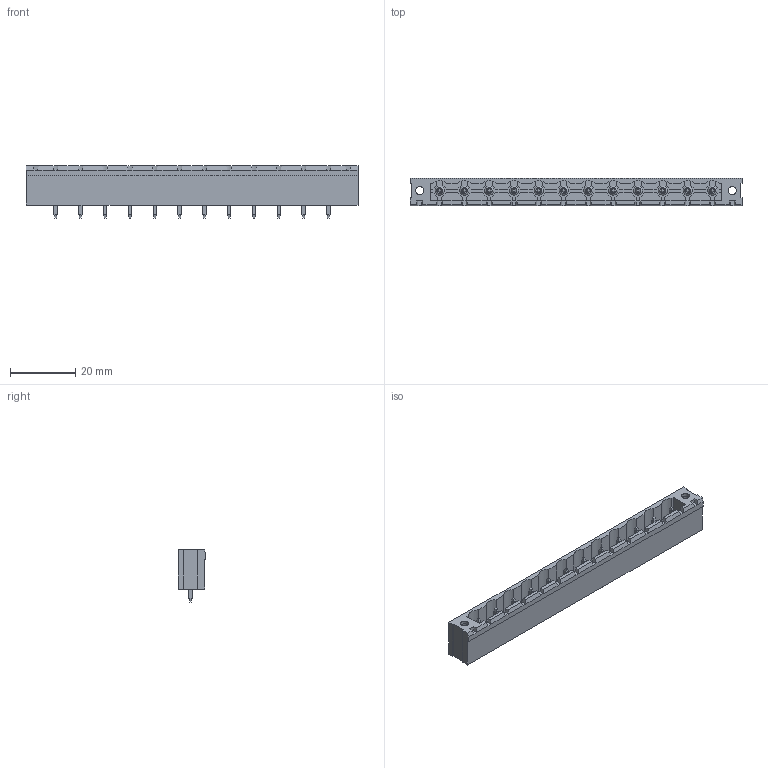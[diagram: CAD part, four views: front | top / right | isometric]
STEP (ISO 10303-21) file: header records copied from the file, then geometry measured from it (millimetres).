
FILE_DESCRIPTION( ( 'Unknown' ), '1' );
FILE_NAME( '691318400012.stp', 'Unknown', ( 'Unknown' ), ( 'Unknown' ), 'PSStep 18.0.17', 'Unknown', ' ' );
FILE_SCHEMA( ( 'AUTOMOTIVE_DESIGN { 1 0 10303 214 1 1 1 1 }' ) );
Length unit declared in the file: millimetre
Products named in the file (4): Assem1; 6913184000xx_INSERT; 6913184000xx_PIN; 691318400012
Assembly tree (15 placements, depth 2):
  Assem1
    6913184000xx_INSERT  x2
    6913184000xx_PIN  x12
    691318400012
Bounding box: 102.02 x 8.5 x 16 mm (x, y, z)
Volume: 4445.1 mm3; surface area: 9175.8 mm2
Topology: 15 solids, 15 shells, 665 faces, 1760 edges, 1131 vertices
Faces by surface type: plane 617, cylinder 32, torus 16
Full cylindrical faces by diameter (mm): 2.5 x4, 2.8 x12
Entity records: 20187 total; most frequent: CARTESIAN_POINT 3079, ORIENTED_EDGE 2770, DIRECTION 2505, EDGE_CURVE 1385, LINE 1273, VECTOR 1273, VERTEX_POINT 926, AXIS2_PLACEMENT_3D 616
